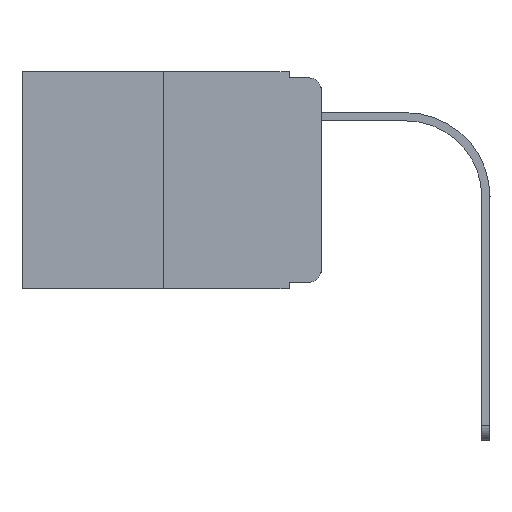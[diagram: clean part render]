
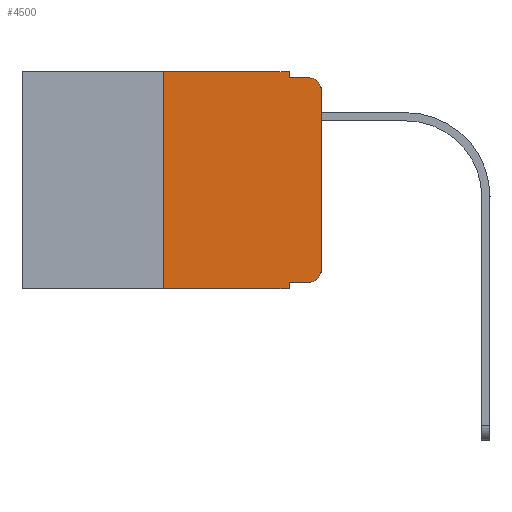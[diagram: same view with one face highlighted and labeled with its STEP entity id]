
A CAD part, left-side view. The second image highlights one B-rep face of the part: STEP entity #4500.
In plain terms, the highlighted planar face has unit normal (-1, 0, 0).
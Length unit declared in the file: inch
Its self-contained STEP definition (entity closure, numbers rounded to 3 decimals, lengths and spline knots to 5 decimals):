
#72 = DIRECTION ( 'NONE',  ( -1., 0., 0. ) ) ;
#189 = CARTESIAN_POINT ( 'NONE',  ( 0., 0.473, -0.343 ) ) ;
#264 = EDGE_CURVE ( 'NONE', #5227, #4614, #6901, .T. ) ;
#313 = DIRECTION ( 'NONE',  ( 0., 0., -1. ) ) ;
#502 = AXIS2_PLACEMENT_3D ( 'NONE', #3134, #8729, #6861 ) ;
#625 = CARTESIAN_POINT ( 'NONE',  ( 0., 0.051, 0. ) ) ;
#892 = EDGE_CURVE ( 'NONE', #5262, #4614, #12127, .T. ) ;
#1664 = DIRECTION ( 'NONE',  ( 0., 0., -1. ) ) ;
#1850 = PLANE ( 'NONE',  #6268 ) ;
#2003 = VERTEX_POINT ( 'NONE', #2860 ) ;
#2053 = CARTESIAN_POINT ( 'NONE',  ( 0., 0.25, 0. ) ) ;
#2166 = VERTEX_POINT ( 'NONE', #625 ) ;
#2213 = VERTEX_POINT ( 'NONE', #8069 ) ;
#2387 = CARTESIAN_POINT ( 'NONE',  ( 0., 0.02, -0.01 ) ) ;
#2504 = VECTOR ( 'NONE', #5829, 39.37008 ) ;
#2679 = CIRCLE ( 'NONE', #502, 0.02 ) ;
#2766 = ORIENTED_EDGE ( 'NONE', *, *, #7314, .F. ) ;
#2817 = CARTESIAN_POINT ( 'NONE',  ( 0., 0.051, -0.343 ) ) ;
#2860 = CARTESIAN_POINT ( 'NONE',  ( 0., 0.02, -0.333 ) ) ;
#3134 = CARTESIAN_POINT ( 'NONE',  ( 0., 0.02, -0.313 ) ) ;
#3246 = VERTEX_POINT ( 'NONE', #10699 ) ;
#3413 = VECTOR ( 'NONE', #9705, 39.37008 ) ;
#3506 = EDGE_CURVE ( 'NONE', #3246, #2003, #5765, .T. ) ;
#3586 = EDGE_CURVE ( 'NONE', #3246, #9363, #9799, .T. ) ;
#3640 = CARTESIAN_POINT ( 'NONE',  ( 0., 0.051, -0.01 ) ) ;
#3754 = VERTEX_POINT ( 'NONE', #2053 ) ;
#3878 = ORIENTED_EDGE ( 'NONE', *, *, #3506, .T. ) ;
#4020 = CARTESIAN_POINT ( 'NONE',  ( 0., 0.051, 0. ) ) ;
#4360 = ORIENTED_EDGE ( 'NONE', *, *, #4657, .T. ) ;
#4390 = CARTESIAN_POINT ( 'NONE',  ( 0., 0.473, 0. ) ) ;
#4500 = ADVANCED_FACE ( 'NONE', ( #8542 ), #1850, .F. ) ;
#4614 = VERTEX_POINT ( 'NONE', #2387 ) ;
#4657 = EDGE_CURVE ( 'NONE', #2003, #2213, #2679, .T. ) ;
#4816 = CARTESIAN_POINT ( 'NONE',  ( 0., 0.473, 0. ) ) ;
#5227 = VERTEX_POINT ( 'NONE', #11942 ) ;
#5262 = VERTEX_POINT ( 'NONE', #10795 ) ;
#5286 = EDGE_CURVE ( 'NONE', #3754, #2166, #5436, .T. ) ;
#5436 = LINE ( 'NONE', #4390, #11070 ) ;
#5659 = CARTESIAN_POINT ( 'NONE',  ( 0., 0.25, -0.343 ) ) ;
#5765 = LINE ( 'NONE', #9430, #2504 ) ;
#5829 = DIRECTION ( 'NONE',  ( 0., -1., 0. ) ) ;
#5876 = CARTESIAN_POINT ( 'NONE',  ( 0., 0., 0. ) ) ;
#5883 = EDGE_CURVE ( 'NONE', #7422, #9363, #5923, .T. ) ;
#5923 = LINE ( 'NONE', #189, #3413 ) ;
#5945 = LINE ( 'NONE', #5876, #11307 ) ;
#6150 = VECTOR ( 'NONE', #10272, 39.37008 ) ;
#6268 = AXIS2_PLACEMENT_3D ( 'NONE', #4816, #9586, #9532 ) ;
#6460 = EDGE_CURVE ( 'NONE', #2213, #5227, #5945, .T. ) ;
#6772 = EDGE_CURVE ( 'NONE', #2166, #5262, #12178, .T. ) ;
#6861 = DIRECTION ( 'NONE',  ( 0., 0., -1. ) ) ;
#6901 = CIRCLE ( 'NONE', #9270, 0.02 ) ;
#7314 = EDGE_CURVE ( 'NONE', #7422, #3754, #9507, .T. ) ;
#7422 = VERTEX_POINT ( 'NONE', #5659 ) ;
#7544 = DIRECTION ( 'NONE',  ( 0., -1., 0. ) ) ;
#7702 = VECTOR ( 'NONE', #1664, 39.37008 ) ;
#7978 = ORIENTED_EDGE ( 'NONE', *, *, #3586, .F. ) ;
#8069 = CARTESIAN_POINT ( 'NONE',  ( 0., 0., -0.313 ) ) ;
#8171 = DIRECTION ( 'NONE',  ( 0., -1., 0. ) ) ;
#8209 = ORIENTED_EDGE ( 'NONE', *, *, #5286, .F. ) ;
#8214 = ORIENTED_EDGE ( 'NONE', *, *, #264, .T. ) ;
#8389 = CARTESIAN_POINT ( 'NONE',  ( 0., 0.25, 0. ) ) ;
#8542 = FACE_OUTER_BOUND ( 'NONE', #8816, .T. ) ;
#8591 = ORIENTED_EDGE ( 'NONE', *, *, #5883, .T. ) ;
#8729 = DIRECTION ( 'NONE',  ( -1., 0., 0. ) ) ;
#8816 = EDGE_LOOP ( 'NONE', ( #12216, #8214, #9825, #9369, #8209, #2766, #8591, #7978, #3878, #4360 ) ) ;
#9246 = VECTOR ( 'NONE', #9926, 39.37008 ) ;
#9270 = AXIS2_PLACEMENT_3D ( 'NONE', #10524, #72, #313 ) ;
#9363 = VERTEX_POINT ( 'NONE', #2817 ) ;
#9369 = ORIENTED_EDGE ( 'NONE', *, *, #6772, .F. ) ;
#9430 = CARTESIAN_POINT ( 'NONE',  ( 0., 0.051, -0.333 ) ) ;
#9507 = LINE ( 'NONE', #8389, #6150 ) ;
#9532 = DIRECTION ( 'NONE',  ( 0., 0., -1. ) ) ;
#9586 = DIRECTION ( 'NONE',  ( 1., 0., 0. ) ) ;
#9705 = DIRECTION ( 'NONE',  ( 0., -1., 0. ) ) ;
#9799 = LINE ( 'NONE', #4020, #9246 ) ;
#9825 = ORIENTED_EDGE ( 'NONE', *, *, #892, .F. ) ;
#9926 = DIRECTION ( 'NONE',  ( 0., 0., -1. ) ) ;
#10173 = CARTESIAN_POINT ( 'NONE',  ( 0., 0.051, 0. ) ) ;
#10272 = DIRECTION ( 'NONE',  ( 0., 0., 1. ) ) ;
#10524 = CARTESIAN_POINT ( 'NONE',  ( 0., 0.02, -0.03 ) ) ;
#10664 = VECTOR ( 'NONE', #7544, 39.37008 ) ;
#10699 = CARTESIAN_POINT ( 'NONE',  ( 0., 0.051, -0.333 ) ) ;
#10795 = CARTESIAN_POINT ( 'NONE',  ( 0., 0.051, -0.01 ) ) ;
#11070 = VECTOR ( 'NONE', #8171, 39.37008 ) ;
#11307 = VECTOR ( 'NONE', #11502, 39.37008 ) ;
#11502 = DIRECTION ( 'NONE',  ( 0., 0., 1. ) ) ;
#11942 = CARTESIAN_POINT ( 'NONE',  ( 0., 0., -0.03 ) ) ;
#12127 = LINE ( 'NONE', #3640, #10664 ) ;
#12178 = LINE ( 'NONE', #10173, #7702 ) ;
#12216 = ORIENTED_EDGE ( 'NONE', *, *, #6460, .T. ) ;
